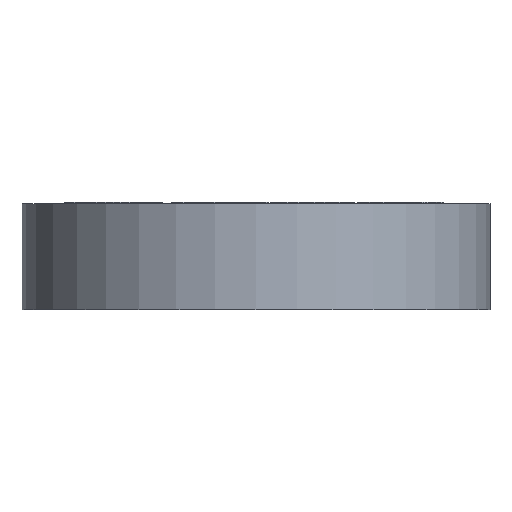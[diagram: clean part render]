
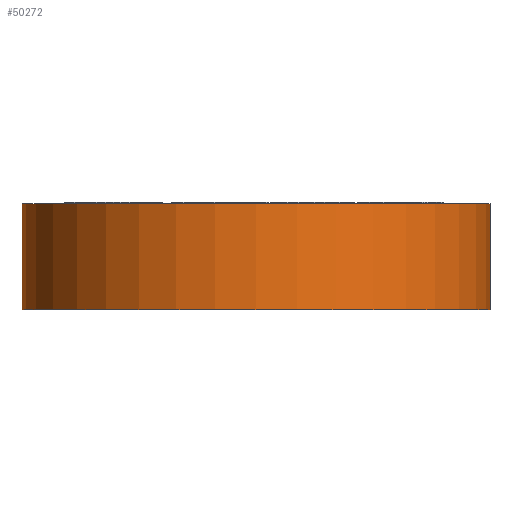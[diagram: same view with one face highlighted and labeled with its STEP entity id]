
A CAD part, front view. The second image highlights one B-rep face of the part: STEP entity #50272.
In plain terms, the highlighted cylindrical face has radius 50.8 mm (diameter 101.6 mm), a partial arc.
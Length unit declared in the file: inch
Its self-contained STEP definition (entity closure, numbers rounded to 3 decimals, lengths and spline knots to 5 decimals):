
#316 = EDGE_CURVE ( 'NONE', #17441, #63832, #1389, .T. ) ;
#1389 = CIRCLE ( 'NONE', #41300, 2. ) ;
#3796 = CARTESIAN_POINT ( 'NONE',  ( 0., 0., -6.10998 ) ) ;
#4480 = DIRECTION ( 'NONE',  ( 0., 0., 1. ) ) ;
#6490 = CARTESIAN_POINT ( 'NONE',  ( -2., 0., 0.45313 ) ) ;
#6807 = ORIENTED_EDGE ( 'NONE', *, *, #316, .F. ) ;
#7199 = AXIS2_PLACEMENT_3D ( 'NONE', #3796, #4480, #65895 ) ;
#16730 = DIRECTION ( 'NONE',  ( 0., 0., -1. ) ) ;
#17441 = VERTEX_POINT ( 'NONE', #6490 ) ;
#17445 = EDGE_CURVE ( 'NONE', #37795, #63832, #49628, .T. ) ;
#20373 = CARTESIAN_POINT ( 'NONE',  ( 2., 0., 0.45313 ) ) ;
#20594 = DIRECTION ( 'NONE',  ( 0., 0., 1. ) ) ;
#22155 = DIRECTION ( 'NONE',  ( 1., 0., 0. ) ) ;
#23963 = DIRECTION ( 'NONE',  ( 0., 0., 1. ) ) ;
#24789 = ORIENTED_EDGE ( 'NONE', *, *, #29766, .F. ) ;
#27703 = VECTOR ( 'NONE', #20594, 39.37008 ) ;
#29209 = DIRECTION ( 'NONE',  ( 0., 0., 1. ) ) ;
#29438 = CYLINDRICAL_SURFACE ( 'NONE', #7199, 2. ) ;
#29766 = EDGE_CURVE ( 'NONE', #37795, #50349, #49570, .T. ) ;
#30706 = CARTESIAN_POINT ( 'NONE',  ( -2., 0., -6.10998 ) ) ;
#34081 = CARTESIAN_POINT ( 'NONE',  ( 2., 0., -6.10998 ) ) ;
#37436 = LINE ( 'NONE', #30706, #27703 ) ;
#37795 = VERTEX_POINT ( 'NONE', #50624 ) ;
#41300 = AXIS2_PLACEMENT_3D ( 'NONE', #54837, #29209, #49782 ) ;
#43413 = CARTESIAN_POINT ( 'NONE',  ( 0., 0., -0.45312 ) ) ;
#46319 = CARTESIAN_POINT ( 'NONE',  ( -2., 0., -0.45312 ) ) ;
#48761 = ORIENTED_EDGE ( 'NONE', *, *, #52076, .F. ) ;
#49570 = CIRCLE ( 'NONE', #63624, 2. ) ;
#49628 = LINE ( 'NONE', #34081, #55435 ) ;
#49782 = DIRECTION ( 'NONE',  ( 1., 0., 0. ) ) ;
#50272 = ADVANCED_FACE ( 'NONE', ( #56099 ), #29438, .T. ) ;
#50349 = VERTEX_POINT ( 'NONE', #46319 ) ;
#50624 = CARTESIAN_POINT ( 'NONE',  ( 2., 0., -0.45312 ) ) ;
#52076 = EDGE_CURVE ( 'NONE', #50349, #17441, #37436, .T. ) ;
#52505 = EDGE_LOOP ( 'NONE', ( #48761, #24789, #53517, #6807 ) ) ;
#53517 = ORIENTED_EDGE ( 'NONE', *, *, #17445, .T. ) ;
#54837 = CARTESIAN_POINT ( 'NONE',  ( 0., 0., 0.45313 ) ) ;
#55435 = VECTOR ( 'NONE', #23963, 39.37008 ) ;
#56099 = FACE_OUTER_BOUND ( 'NONE', #52505, .T. ) ;
#63624 = AXIS2_PLACEMENT_3D ( 'NONE', #43413, #16730, #22155 ) ;
#63832 = VERTEX_POINT ( 'NONE', #20373 ) ;
#65895 = DIRECTION ( 'NONE',  ( 1., 0., 0. ) ) ;
